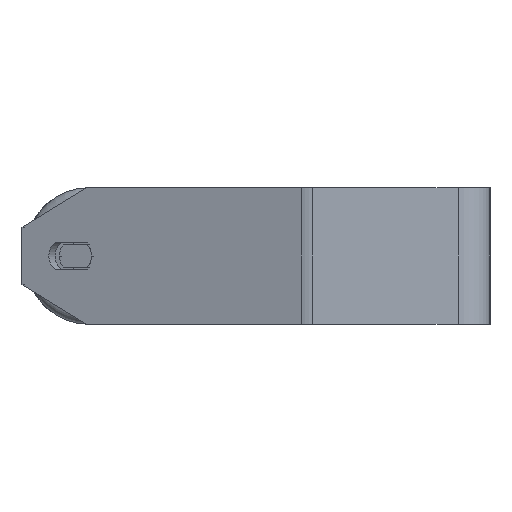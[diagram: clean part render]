
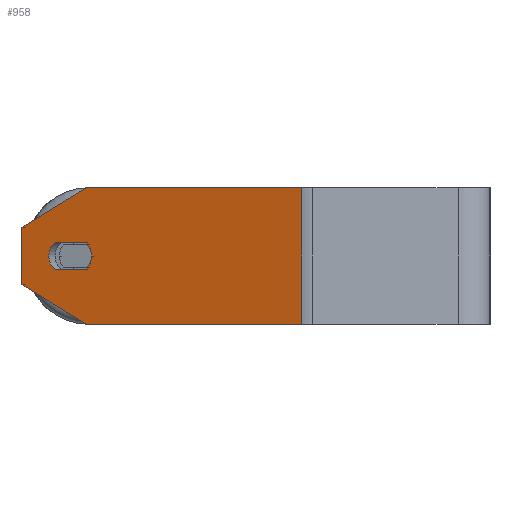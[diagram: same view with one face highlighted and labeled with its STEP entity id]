
A CAD part, left-side view. The second image highlights one B-rep face of the part: STEP entity #958.
In plain terms, the highlighted planar face has unit normal (-0.94, 0.342, 0).
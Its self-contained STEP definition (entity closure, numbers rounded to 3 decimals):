
#50 = ORIENTED_EDGE ( 'NONE', *, *, #551, .F. ) ;
#72 = CARTESIAN_POINT ( 'NONE',  ( -499.156, 82.695, 30. ) ) ;
#167 = DIRECTION ( 'NONE',  ( -0.296, -0.814, -0.5 ) ) ;
#307 = EDGE_LOOP ( 'NONE', ( #50, #5625, #1447, #1066, #7285 ) ) ;
#311 = ORIENTED_EDGE ( 'NONE', *, *, #3534, .T. ) ;
#430 = CARTESIAN_POINT ( 'NONE',  ( -464.772, 177.164, -30. ) ) ;
#480 = CIRCLE ( 'NONE', #5570, 7.5 ) ;
#532 = CARTESIAN_POINT ( 'NONE',  ( -464.601, 177.634, 6. ) ) ;
#551 = EDGE_CURVE ( 'NONE', #4416, #4816, #569, .T. ) ;
#556 = EDGE_CURVE ( 'NONE', #2082, #6069, #5173, .T. ) ;
#569 = LINE ( 'NONE', #3162, #5290 ) ;
#585 = ORIENTED_EDGE ( 'NONE', *, *, #2245, .F. ) ;
#597 = LINE ( 'NONE', #2644, #5313 ) ;
#785 = DIRECTION ( 'NONE',  ( 0.296, 0.814, -0.5 ) ) ;
#875 = CARTESIAN_POINT ( 'NONE',  ( -464.601, 177.634, -6. ) ) ;
#958 = ADVANCED_FACE ( 'NONE', ( #2940, #2343 ), #962, .F. ) ;
#962 = PLANE ( 'NONE',  #7870 ) ;
#1066 = ORIENTED_EDGE ( 'NONE', *, *, #1419, .F. ) ;
#1121 = DIRECTION ( 'NONE',  ( 0., 0., -1. ) ) ;
#1372 = LINE ( 'NONE', #2213, #2570 ) ;
#1419 = EDGE_CURVE ( 'NONE', #2638, #2082, #480, .T. ) ;
#1447 = ORIENTED_EDGE ( 'NONE', *, *, #556, .F. ) ;
#1569 = CARTESIAN_POINT ( 'NONE',  ( -459.812, 190.79, -6. ) ) ;
#1598 = LINE ( 'NONE', #4291, #4274 ) ;
#1691 = VERTEX_POINT ( 'NONE', #2016 ) ;
#1692 = VERTEX_POINT ( 'NONE', #6810 ) ;
#1894 = DIRECTION ( 'NONE',  ( -0.342, -0.94, 0. ) ) ;
#2016 = CARTESIAN_POINT ( 'NONE',  ( -464.772, 177.164, 30. ) ) ;
#2082 = VERTEX_POINT ( 'NONE', #7115 ) ;
#2157 = CIRCLE ( 'NONE', #4415, 7.5 ) ;
#2189 = EDGE_CURVE ( 'NONE', #4816, #2638, #2724, .T. ) ;
#2213 = CARTESIAN_POINT ( 'NONE',  ( -454.511, 205.355, 12.679 ) ) ;
#2245 = EDGE_CURVE ( 'NONE', #7914, #1692, #7288, .T. ) ;
#2343 = FACE_OUTER_BOUND ( 'NONE', #6570, .T. ) ;
#2570 = VECTOR ( 'NONE', #785, 1000. ) ;
#2603 = VECTOR ( 'NONE', #6928, 1000. ) ;
#2630 = VERTEX_POINT ( 'NONE', #430 ) ;
#2638 = VERTEX_POINT ( 'NONE', #6559 ) ;
#2644 = CARTESIAN_POINT ( 'NONE',  ( -454.511, 205.355, 30. ) ) ;
#2724 = CIRCLE ( 'NONE', #5854, 7.5 ) ;
#2888 = VECTOR ( 'NONE', #1121, 1000. ) ;
#2940 = FACE_BOUND ( 'NONE', #307, .T. ) ;
#3162 = CARTESIAN_POINT ( 'NONE',  ( -464.601, 177.634, -6. ) ) ;
#3296 = CARTESIAN_POINT ( 'NONE',  ( -461.351, 186.561, 0. ) ) ;
#3458 = LINE ( 'NONE', #6883, #4007 ) ;
#3534 = EDGE_CURVE ( 'NONE', #1691, #7828, #1372, .T. ) ;
#3754 = CARTESIAN_POINT ( 'NONE',  ( -459.812, 190.79, 6. ) ) ;
#3862 = DIRECTION ( 'NONE',  ( -0.342, -0.94, 0. ) ) ;
#3950 = DIRECTION ( 'NONE',  ( -0.94, 0.342, 0. ) ) ;
#4007 = VECTOR ( 'NONE', #167, 1000. ) ;
#4258 = CARTESIAN_POINT ( 'NONE',  ( -454.511, 205.355, 30. ) ) ;
#4274 = VECTOR ( 'NONE', #7011, 1000. ) ;
#4291 = CARTESIAN_POINT ( 'NONE',  ( -454.511, 205.355, -30. ) ) ;
#4415 = AXIS2_PLACEMENT_3D ( 'NONE', #3296, #7446, #8685 ) ;
#4416 = VERTEX_POINT ( 'NONE', #1569 ) ;
#4517 = CARTESIAN_POINT ( 'NONE',  ( -463.062, 181.863, 0. ) ) ;
#4543 = ORIENTED_EDGE ( 'NONE', *, *, #6391, .T. ) ;
#4816 = VERTEX_POINT ( 'NONE', #875 ) ;
#5137 = DIRECTION ( 'NONE',  ( 0.94, -0.342, 0. ) ) ;
#5173 = LINE ( 'NONE', #532, #7418 ) ;
#5290 = VECTOR ( 'NONE', #1894, 1000. ) ;
#5313 = VECTOR ( 'NONE', #5350, 1000. ) ;
#5350 = DIRECTION ( 'NONE',  ( 0., 0., -1. ) ) ;
#5445 = DIRECTION ( 'NONE',  ( -0.342, -0.94, 0. ) ) ;
#5561 = EDGE_CURVE ( 'NONE', #2630, #1692, #1598, .T. ) ;
#5570 = AXIS2_PLACEMENT_3D ( 'NONE', #6284, #6328, #5445 ) ;
#5625 = ORIENTED_EDGE ( 'NONE', *, *, #5785, .F. ) ;
#5785 = EDGE_CURVE ( 'NONE', #6069, #4416, #2157, .T. ) ;
#5854 = AXIS2_PLACEMENT_3D ( 'NONE', #4517, #3950, #3862 ) ;
#6069 = VERTEX_POINT ( 'NONE', #3754 ) ;
#6145 = ORIENTED_EDGE ( 'NONE', *, *, #8188, .T. ) ;
#6284 = CARTESIAN_POINT ( 'NONE',  ( -463.062, 181.863, 0. ) ) ;
#6328 = DIRECTION ( 'NONE',  ( -0.94, 0.342, 0. ) ) ;
#6380 = ORIENTED_EDGE ( 'NONE', *, *, #7413, .F. ) ;
#6391 = EDGE_CURVE ( 'NONE', #7460, #2630, #3458, .T. ) ;
#6521 = CARTESIAN_POINT ( 'NONE',  ( -499.156, 82.695, 30. ) ) ;
#6559 = CARTESIAN_POINT ( 'NONE',  ( -465.627, 174.815, 0. ) ) ;
#6570 = EDGE_LOOP ( 'NONE', ( #6145, #4543, #7164, #585, #6380, #311 ) ) ;
#6655 = DIRECTION ( 'NONE',  ( 0.342, 0.94, 0. ) ) ;
#6750 = LINE ( 'NONE', #4258, #2603 ) ;
#6810 = CARTESIAN_POINT ( 'NONE',  ( -499.156, 82.695, -30. ) ) ;
#6883 = CARTESIAN_POINT ( 'NONE',  ( -464.772, 177.164, -30. ) ) ;
#6928 = DIRECTION ( 'NONE',  ( -0.342, -0.94, 0. ) ) ;
#7011 = DIRECTION ( 'NONE',  ( -0.342, -0.94, 0. ) ) ;
#7051 = DIRECTION ( 'NONE',  ( 0.342, 0.94, 0. ) ) ;
#7115 = CARTESIAN_POINT ( 'NONE',  ( -464.601, 177.634, 6. ) ) ;
#7164 = ORIENTED_EDGE ( 'NONE', *, *, #5561, .T. ) ;
#7285 = ORIENTED_EDGE ( 'NONE', *, *, #2189, .F. ) ;
#7288 = LINE ( 'NONE', #6521, #2888 ) ;
#7413 = EDGE_CURVE ( 'NONE', #1691, #7914, #6750, .T. ) ;
#7418 = VECTOR ( 'NONE', #6655, 1000. ) ;
#7446 = DIRECTION ( 'NONE',  ( -0.94, 0.342, 0. ) ) ;
#7460 = VERTEX_POINT ( 'NONE', #8187 ) ;
#7768 = CARTESIAN_POINT ( 'NONE',  ( -454.511, 205.355, 30. ) ) ;
#7828 = VERTEX_POINT ( 'NONE', #8216 ) ;
#7870 = AXIS2_PLACEMENT_3D ( 'NONE', #7768, #5137, #7051 ) ;
#7914 = VERTEX_POINT ( 'NONE', #72 ) ;
#8187 = CARTESIAN_POINT ( 'NONE',  ( -454.511, 205.355, -12.679 ) ) ;
#8188 = EDGE_CURVE ( 'NONE', #7828, #7460, #597, .T. ) ;
#8216 = CARTESIAN_POINT ( 'NONE',  ( -454.511, 205.355, 12.679 ) ) ;
#8685 = DIRECTION ( 'NONE',  ( 0.342, 0.94, 0. ) ) ;
